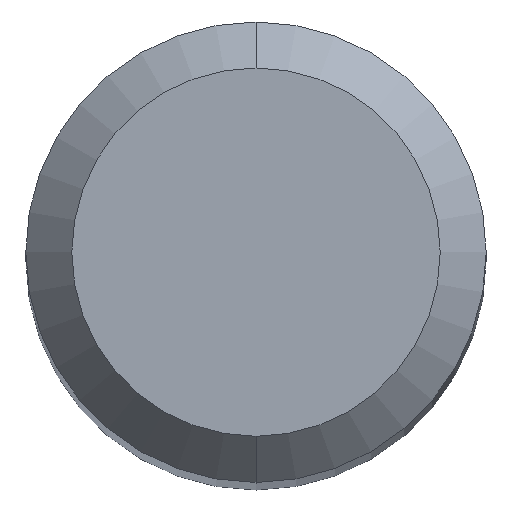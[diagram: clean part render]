
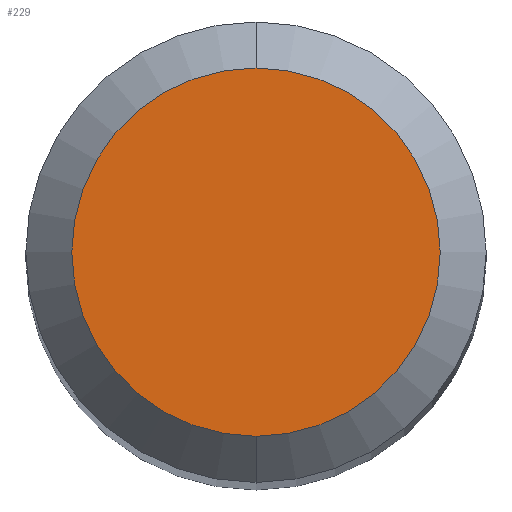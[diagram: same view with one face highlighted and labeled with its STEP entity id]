
A CAD part, top view. The second image highlights one B-rep face of the part: STEP entity #229.
In plain terms, the highlighted planar face has unit normal (0, 0, 1).
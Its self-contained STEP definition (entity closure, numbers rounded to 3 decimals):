
#199=VERTEX_POINT('',#508);
#229=ADVANCED_FACE('',(#541),#542,.T.);
#265=EDGE_CURVE('',#199,#447,#580,.T.);
#419=EDGE_CURVE('',#447,#199,#749,.T.);
#447=VERTEX_POINT('',#783);
#508=CARTESIAN_POINT('',(0.0,1.2,0.0));
#541=FACE_OUTER_BOUND('',#936,.T.);
#542=PLANE('',#937);
#580=CIRCLE('',#1070,1.2);
#749=CIRCLE('',#1356,1.2);
#783=CARTESIAN_POINT('',(0.,-1.2,0.0));
#936=EDGE_LOOP('',(#1502,#1503));
#937=AXIS2_PLACEMENT_3D('',#1504,#1505,#1506);
#1070=AXIS2_PLACEMENT_3D('',#1552,#1553,#1554);
#1356=AXIS2_PLACEMENT_3D('',#1732,#1733,#1734);
#1502=ORIENTED_EDGE('',*,*,#265,.F.);
#1503=ORIENTED_EDGE('',*,*,#419,.F.);
#1504=CARTESIAN_POINT('',(0.0,0.6,0.0));
#1505=DIRECTION('',(-0.0,0.0,1.0));
#1506=DIRECTION('',(0.0,-1.0,0.0));
#1552=CARTESIAN_POINT('',(0.0,0.0,0.0));
#1553=DIRECTION('',(0.0,0.0,-1.0));
#1554=DIRECTION('',(0.0,1.0,0.0));
#1732=CARTESIAN_POINT('',(0.0,0.0,0.0));
#1733=DIRECTION('',(0.0,0.0,-1.0));
#1734=DIRECTION('',(0.0,1.0,0.0));
